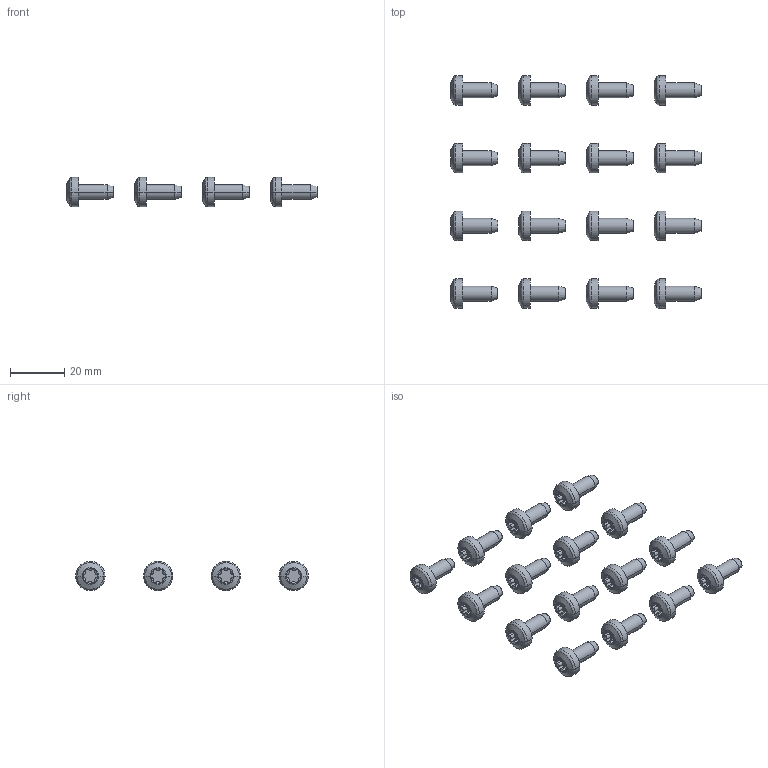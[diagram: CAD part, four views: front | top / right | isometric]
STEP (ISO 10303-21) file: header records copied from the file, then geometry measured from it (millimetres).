
FILE_DESCRIPTION(('STEP AP214'),'1');
FILE_NAME('tmp0.stp','2022-08-05T13:16:01',(' '),(' '),'Spatial InterOp 3D',' ',' ');
FILE_SCHEMA(('automotive_design'));
Length unit declared in the file: millimetre
Products named in the file (16): 2486.600
Bounding box: 92.3 x 85.8 x 10.8 mm (x, y, z)
Volume: 9637.5 mm3; surface area: 8670.4 mm2
Topology: 16 solids, 16 shells, 608 faces, 1552 edges, 1008 vertices
Faces by surface type: cylinder 352, cone 128, plane 64, torus 32, sphere 32
Entity records: 24406 total; most frequent: CARTESIAN_POINT 4800, ORIENTED_EDGE 3104, DIRECTION 2976, EDGE_CURVE 1552, AXIS2_PLACEMENT_3D 1296, VERTEX_POINT 1008, CIRCLE 672, EDGE_LOOP 640
